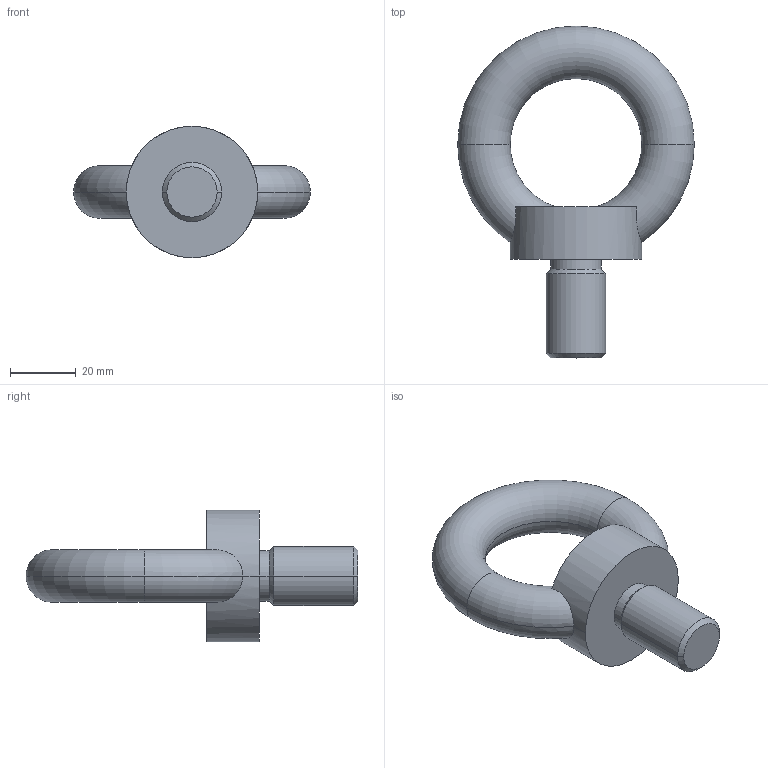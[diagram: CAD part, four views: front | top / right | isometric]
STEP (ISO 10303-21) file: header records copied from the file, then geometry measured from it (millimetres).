
FILE_DESCRIPTION(('STEP AP214'),'1');
FILE_NAME('vis_m18x2_5_din_580.stp','2018-09-11T06:18:42',('TraceParts'),('TraceParts S.A.'),'Spatial InterOp 3D',' ',' ');
FILE_SCHEMA(('automotive_design'));
Length unit declared in the file: millimetre
Products named in the file (1): vis_m18x2_5_din_580
Bounding box: 72 x 101 x 40 mm (x, y, z)
Volume: 55201 mm3; surface area: 12805.7 mm2
Topology: 1 solids, 1 shells, 19 faces, 42 edges, 24 vertices
Faces by surface type: torus 6, cylinder 6, cone 4, plane 3
Entity records: 839 total; most frequent: CARTESIAN_POINT 398, DIRECTION 98, ORIENTED_EDGE 84, AXIS2_PLACEMENT_3D 44, EDGE_CURVE 42, VERTEX_POINT 24, CIRCLE 24, EDGE_LOOP 20
